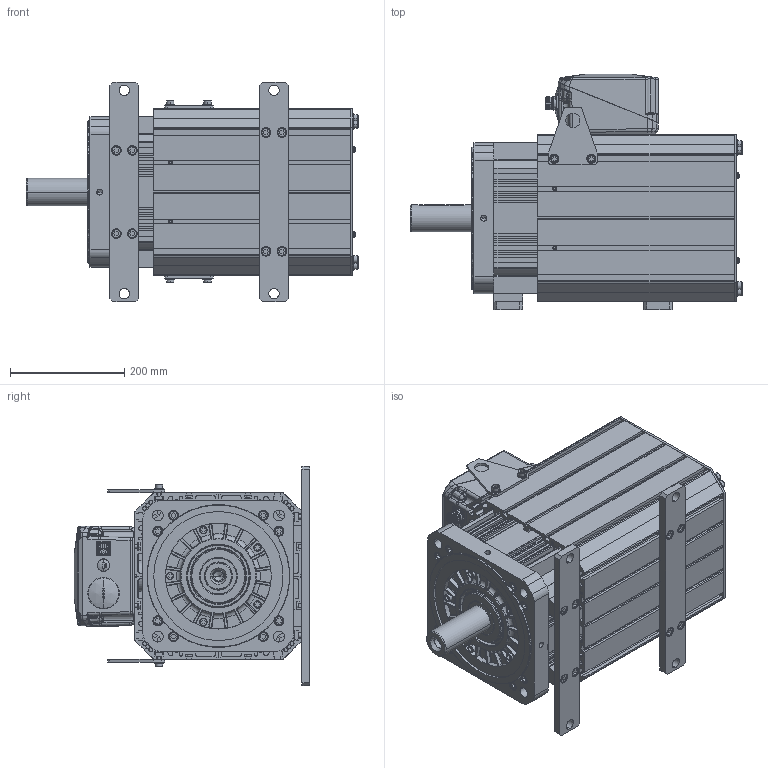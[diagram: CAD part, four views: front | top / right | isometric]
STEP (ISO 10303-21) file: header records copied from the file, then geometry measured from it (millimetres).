
FILE_DESCRIPTION((''),'2;1');
FILE_NAME('51564N-2_SW0001','2016-06-04T',('songwenquan'),(''),'PRO/ENGINEER BY PARAMETRIC TECHNOLOGY CORPORATION, 2010430','PRO/ENGINEER BY PARAMETRIC TECHNOLOGY CORPORATION, 2010430','');
FILE_SCHEMA(('CONFIG_CONTROL_DESIGN'));
Products named in the file (1): 51564N-2_SW0001
Bounding box: 581.12 x 412.3 x 384.1 mm (x, y, z)
Surface area: 3076645.2 mm2 (no closed solid volume)
Topology: 0 solids, 266 shells, 3988 faces, 12726 edges, 8893 vertices
Faces by surface type: plane 2371, cylinder 935, bspline 270, cone 218, torus 159, sphere 35
Entity records: 154526 total; most frequent: CARTESIAN_POINT 45572, DIRECTION 22362, ORIENTED_EDGE 20427, EDGE_CURVE 12716, VERTEX_POINT 8893, VECTOR 8072, LINE 8072, AXIS2_PLACEMENT_3D 7145
